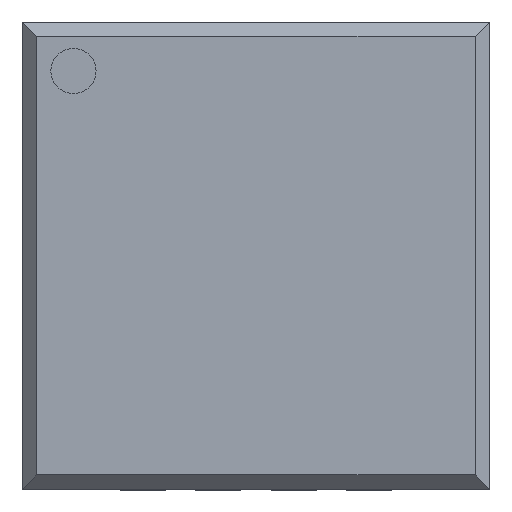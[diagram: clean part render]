
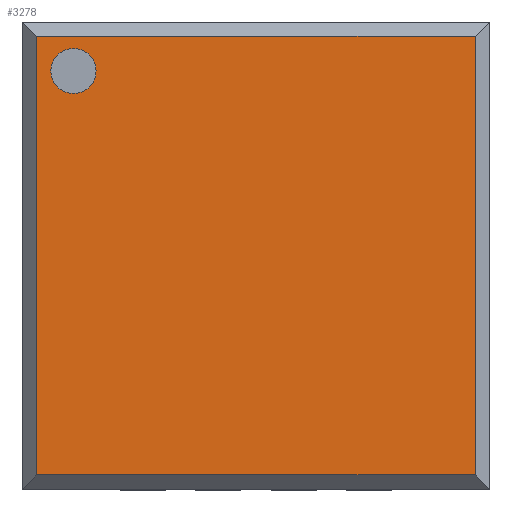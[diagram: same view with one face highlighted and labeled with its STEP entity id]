
A CAD part, top view. The second image highlights one B-rep face of the part: STEP entity #3278.
In plain terms, the highlighted planar face has unit normal (0, 0, 1).
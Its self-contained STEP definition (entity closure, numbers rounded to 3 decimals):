
#13=FACE_BOUND('',#367,.T.);
#39=CIRCLE('',#3437,0.15);
#194=FACE_OUTER_BOUND('',#366,.T.);
#366=EDGE_LOOP('',(#2511,#2512,#2513,#2514));
#367=EDGE_LOOP('',(#2515));
#708=LINE('',#5016,#1113);
#712=LINE('',#5024,#1117);
#715=LINE('',#5030,#1120);
#719=LINE('',#5036,#1124);
#1113=VECTOR('',#4103,1.);
#1117=VECTOR('',#4109,1.);
#1120=VECTOR('',#4114,1.);
#1124=VECTOR('',#4120,1.);
#1357=VERTEX_POINT('',#4767);
#1455=VERTEX_POINT('',#5014);
#1456=VERTEX_POINT('',#5015);
#1459=VERTEX_POINT('',#5023);
#1461=VERTEX_POINT('',#5029);
#1707=EDGE_CURVE('',#1357,#1357,#39,.T.);
#1822=EDGE_CURVE('',#1455,#1456,#708,.T.);
#1826=EDGE_CURVE('',#1456,#1459,#712,.T.);
#1829=EDGE_CURVE('',#1459,#1461,#715,.T.);
#1833=EDGE_CURVE('',#1461,#1455,#719,.T.);
#2511=ORIENTED_EDGE('',*,*,#1822,.F.);
#2512=ORIENTED_EDGE('',*,*,#1833,.F.);
#2513=ORIENTED_EDGE('',*,*,#1829,.F.);
#2514=ORIENTED_EDGE('',*,*,#1826,.F.);
#2515=ORIENTED_EDGE('',*,*,#1707,.T.);
#2943=PLANE('',#3478);
#3278=ADVANCED_FACE('',(#194,#13),#2943,.T.);
#3437=AXIS2_PLACEMENT_3D('',#4768,#3918,#3919);
#3478=AXIS2_PLACEMENT_3D('',#5059,#4142,#4143);
#3918=DIRECTION('center_axis',(0.,0.,-1.));
#3919=DIRECTION('ref_axis',(1.,0.,0.));
#4103=DIRECTION('',(0.,-1.,0.));
#4109=DIRECTION('',(-1.,0.,0.));
#4114=DIRECTION('',(0.,1.,0.));
#4120=DIRECTION('',(1.,0.,0.));
#4142=DIRECTION('center_axis',(0.,0.,1.));
#4143=DIRECTION('ref_axis',(-1.,0.,0.));
#4767=CARTESIAN_POINT('',(-1.36,1.225,1.));
#4768=CARTESIAN_POINT('Origin',(-1.21,1.225,1.));
#5014=CARTESIAN_POINT('',(1.453,1.455,1.));
#5015=CARTESIAN_POINT('',(1.453,-1.453,1.));
#5016=CARTESIAN_POINT('',(1.453,0.001,1.));
#5023=CARTESIAN_POINT('',(-1.455,-1.453,1.));
#5024=CARTESIAN_POINT('',(-1.55,-1.453,1.));
#5029=CARTESIAN_POINT('',(-1.455,1.455,1.));
#5030=CARTESIAN_POINT('',(-1.455,1.55,1.));
#5036=CARTESIAN_POINT('',(-0.001,1.455,1.));
#5059=CARTESIAN_POINT('Origin',(-1.55,1.55,1.));
